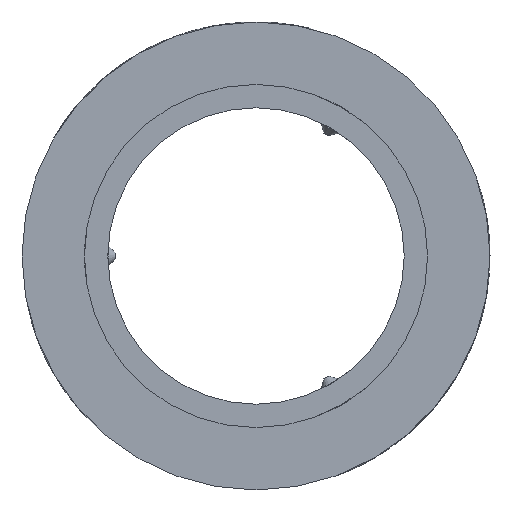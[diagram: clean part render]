
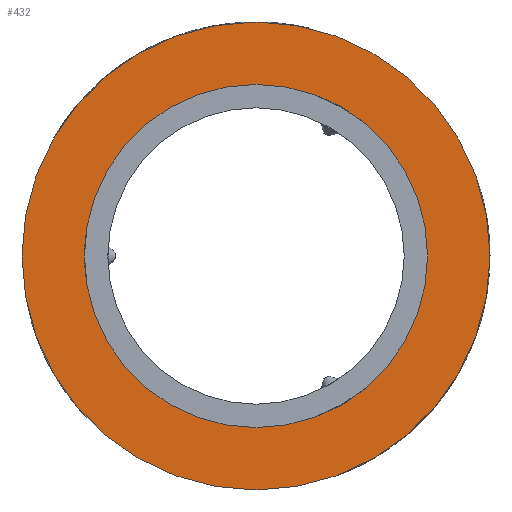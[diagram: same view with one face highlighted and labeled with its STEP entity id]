
A CAD part, left-side view. The second image highlights one B-rep face of the part: STEP entity #432.
In plain terms, the highlighted planar face has unit normal (-1, 0, 0).
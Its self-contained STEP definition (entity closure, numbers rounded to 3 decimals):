
#122=PLANE('',#3432);
#432=ADVANCED_FACE('',(#692,#693),#122,.T.);
#555=CIRCLE('',#3427,22.);
#557=CIRCLE('',#3431,30.);
#692=FACE_BOUND('',#916,.T.);
#693=FACE_BOUND('',#917,.T.);
#916=EDGE_LOOP('',(#1870));
#917=EDGE_LOOP('',(#1871));
#1870=ORIENTED_EDGE('',*,*,#2874,.T.);
#1871=ORIENTED_EDGE('',*,*,#2876,.F.);
#2388=VERTEX_POINT('',#7345);
#2390=VERTEX_POINT('',#7351);
#2874=EDGE_CURVE('',#2388,#2388,#555,.T.);
#2876=EDGE_CURVE('',#2390,#2390,#557,.T.);
#3427=AXIS2_PLACEMENT_3D('',#7344,#3723,#3724);
#3431=AXIS2_PLACEMENT_3D('',#7350,#3731,#3732);
#3432=AXIS2_PLACEMENT_3D('',#7352,#3733,#3734);
#3723=DIRECTION('',(1.,0.,0.));
#3724=DIRECTION('',(0.,1.,0.));
#3731=DIRECTION('',(1.,0.,0.));
#3732=DIRECTION('',(0.,1.,0.));
#3733=DIRECTION('',(-1.,0.,0.));
#3734=DIRECTION('',(0.,1.,0.));
#7344=CARTESIAN_POINT('',(5.,0.,0.));
#7345=CARTESIAN_POINT('',(5.,22.,0.));
#7350=CARTESIAN_POINT('',(5.,0.,0.));
#7351=CARTESIAN_POINT('',(5.,30.,0.));
#7352=CARTESIAN_POINT('',(5.,-33.,33.));
